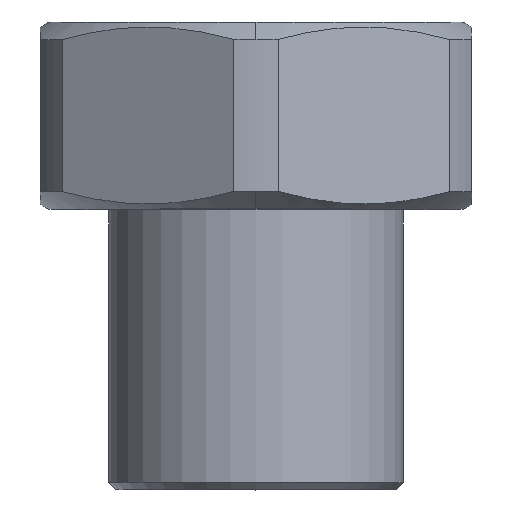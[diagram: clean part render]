
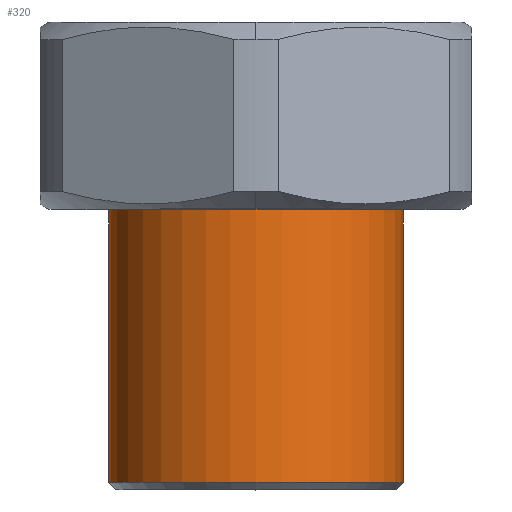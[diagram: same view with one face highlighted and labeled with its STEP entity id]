
A CAD part, top view. The second image highlights one B-rep face of the part: STEP entity #320.
In plain terms, the highlighted cylindrical face has radius 10.25 mm (diameter 20.5 mm), a partial arc.
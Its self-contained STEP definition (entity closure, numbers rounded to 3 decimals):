
#17 = CARTESIAN_POINT ( 'NONE',  ( 0., 6.917, -10.25 ) ) ;
#107 = EDGE_CURVE ( 'NONE', #2606, #506, #1992, .T. ) ;
#160 = EDGE_CURVE ( 'NONE', #2606, #1932, #2416, .T. ) ;
#249 = DIRECTION ( 'NONE',  ( 0., -1., 0. ) ) ;
#260 = CARTESIAN_POINT ( 'NONE',  ( 0., 0., 0. ) ) ;
#320 = ADVANCED_FACE ( 'NONE', ( #2218 ), #1596, .T. ) ;
#323 = CARTESIAN_POINT ( 'NONE',  ( 0., 0., 10.25 ) ) ;
#506 = VERTEX_POINT ( 'NONE', #1409 ) ;
#530 = DIRECTION ( 'NONE',  ( 0., -1., 0. ) ) ;
#582 = ORIENTED_EDGE ( 'NONE', *, *, #107, .F. ) ;
#759 = CARTESIAN_POINT ( 'NONE',  ( 0., 6.917, 10.25 ) ) ;
#921 = AXIS2_PLACEMENT_3D ( 'NONE', #260, #249, #1436 ) ;
#1082 = DIRECTION ( 'NONE',  ( 0., 1., 0. ) ) ;
#1138 = AXIS2_PLACEMENT_3D ( 'NONE', #2304, #1082, #2512 ) ;
#1185 = ORIENTED_EDGE ( 'NONE', *, *, #2658, .T. ) ;
#1372 = DIRECTION ( 'NONE',  ( 0., -1., 0. ) ) ;
#1409 = CARTESIAN_POINT ( 'NONE',  ( 0., -13.083, -10.25 ) ) ;
#1436 = DIRECTION ( 'NONE',  ( 0., 0., -1. ) ) ;
#1437 = VECTOR ( 'NONE', #1372, 1000. ) ;
#1451 = CARTESIAN_POINT ( 'NONE',  ( 0., -13.083, 10.25 ) ) ;
#1454 = DIRECTION ( 'NONE',  ( 0., -1., 0. ) ) ;
#1503 = VERTEX_POINT ( 'NONE', #1451 ) ;
#1578 = CARTESIAN_POINT ( 'NONE',  ( 0., 0., -10.25 ) ) ;
#1580 = EDGE_CURVE ( 'NONE', #1932, #1503, #1907, .T. ) ;
#1596 = CYLINDRICAL_SURFACE ( 'NONE', #921, 10.25 ) ;
#1744 = DIRECTION ( 'NONE',  ( 0., 0., -1. ) ) ;
#1747 = ORIENTED_EDGE ( 'NONE', *, *, #1580, .T. ) ;
#1907 = LINE ( 'NONE', #323, #2471 ) ;
#1909 = AXIS2_PLACEMENT_3D ( 'NONE', #1961, #530, #1744 ) ;
#1932 = VERTEX_POINT ( 'NONE', #759 ) ;
#1961 = CARTESIAN_POINT ( 'NONE',  ( 0., 6.917, 0. ) ) ;
#1992 = LINE ( 'NONE', #1578, #1437 ) ;
#2165 = EDGE_LOOP ( 'NONE', ( #2184, #1747, #1185, #582 ) ) ;
#2184 = ORIENTED_EDGE ( 'NONE', *, *, #160, .T. ) ;
#2218 = FACE_OUTER_BOUND ( 'NONE', #2165, .T. ) ;
#2293 = CIRCLE ( 'NONE', #1138, 10.25 ) ;
#2304 = CARTESIAN_POINT ( 'NONE',  ( 0., -13.083, 0. ) ) ;
#2416 = CIRCLE ( 'NONE', #1909, 10.25 ) ;
#2471 = VECTOR ( 'NONE', #1454, 1000. ) ;
#2512 = DIRECTION ( 'NONE',  ( 0., 0., -1. ) ) ;
#2606 = VERTEX_POINT ( 'NONE', #17 ) ;
#2658 = EDGE_CURVE ( 'NONE', #1503, #506, #2293, .T. ) ;
